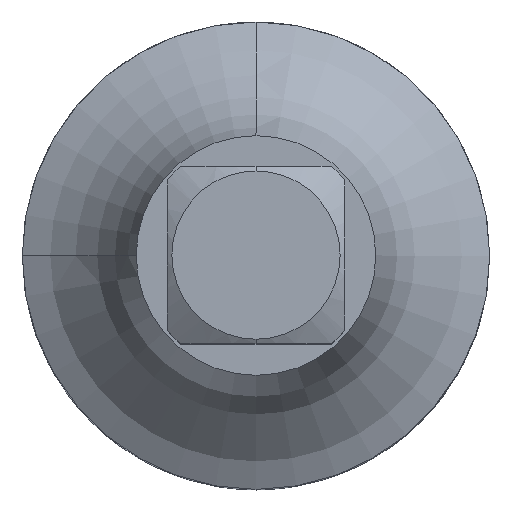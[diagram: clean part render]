
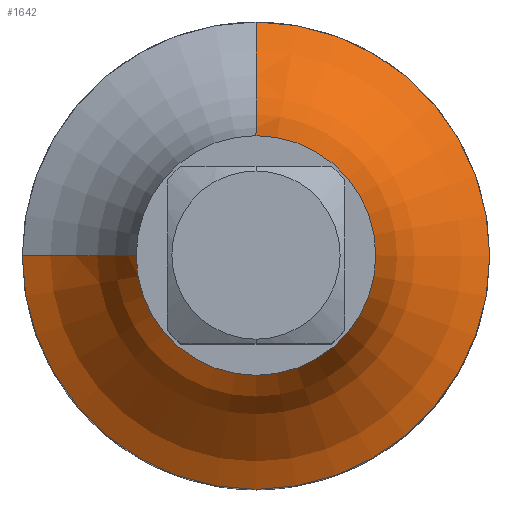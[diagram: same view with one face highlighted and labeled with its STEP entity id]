
A CAD part, top view. The second image highlights one B-rep face of the part: STEP entity #1642.
In plain terms, the highlighted toroidal (fillet/blend) face has major radius 16.25 mm and minor radius 10 mm.
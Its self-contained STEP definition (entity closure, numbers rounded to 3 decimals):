
#233=CARTESIAN_POINT('',(0.,0.,19.));
#234=DIRECTION('',(0.,0.,1.));
#235=DIRECTION('',(1.,0.,0.));
#236=AXIS2_PLACEMENT_3D('',#233,#234,#235);
#571=CARTESIAN_POINT('',(0.,0.,26.5));
#572=DIRECTION('',(0.,0.,1.));
#573=DIRECTION('',(-1.,0.,0.));
#574=AXIS2_PLACEMENT_3D('',#571,#572,#573);
#579=CARTESIAN_POINT('',(0.,0.,19.));
#580=DIRECTION('',(0.,0.,-1.));
#581=DIRECTION('',(1.,0.,0.));
#582=AXIS2_PLACEMENT_3D('',#579,#580,#581);
#587=CARTESIAN_POINT('',(-16.25,0.,28.27));
#588=DIRECTION('',(0.,-1.,0.));
#589=DIRECTION('',(0.375,0.,-0.927));
#590=AXIS2_PLACEMENT_3D('',#587,#588,#589);
#909=CARTESIAN_POINT('',(0.,16.25,28.27));
#910=DIRECTION('',(-1.,0.,0.));
#911=DIRECTION('',(0.,-0.375,-0.927));
#912=AXIS2_PLACEMENT_3D('',#909,#910,#911);
#1311=CARTESIAN_POINT('',(12.5,0.,19.));
#1312=CARTESIAN_POINT('',(0.,12.5,19.));
#1313=VERTEX_POINT('',#1311);
#1314=VERTEX_POINT('',#1312);
#1315=CARTESIAN_POINT('',(-12.5,0.,19.));
#1316=VERTEX_POINT('',#1315);
#1358=CARTESIAN_POINT('',(-6.408,0.,26.5));
#1359=CARTESIAN_POINT('',(0.,6.408,26.5));
#1360=VERTEX_POINT('',#1358);
#1361=VERTEX_POINT('',#1359);
#1627=CARTESIAN_POINT('',(0.,0.,28.27));
#1628=DIRECTION('',(0.,0.,1.));
#1629=DIRECTION('',(-0.013,-1.,0.));
#1630=AXIS2_PLACEMENT_3D('',#1627,#1628,#1629);
#1631=TOROIDAL_SURFACE('',#1630,16.25,10.);
#1633=ORIENTED_EDGE('',*,*,#1632,.T.);
#1635=ORIENTED_EDGE('',*,*,#1634,.F.);
#1636=ORIENTED_EDGE('',*,*,#1470,.F.);
#1637=ORIENTED_EDGE('',*,*,#1579,.T.);
#1639=ORIENTED_EDGE('',*,*,#1638,.T.);
#1640=EDGE_LOOP('',(#1633,#1635,#1636,#1637,#1639));
#1641=FACE_OUTER_BOUND('',#1640,.F.);
#1642=ADVANCED_FACE('',(#1641),#1631,.F.);
#237=CIRCLE('',#236,12.5);
#575=CIRCLE('',#574,6.408);
#583=CIRCLE('',#582,12.5);
#591=CIRCLE('',#590,10.);
#913=CIRCLE('',#912,10.);
#1470=EDGE_CURVE('',#1313,#1314,#237,.T.);
#1579=EDGE_CURVE('',#1313,#1316,#583,.T.);
#1632=EDGE_CURVE('',#1360,#1361,#575,.T.);
#1634=EDGE_CURVE('',#1314,#1361,#913,.T.);
#1638=EDGE_CURVE('',#1316,#1360,#591,.T.);
